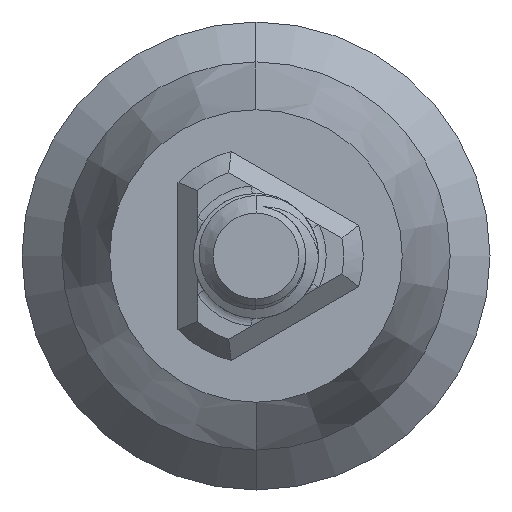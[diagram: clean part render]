
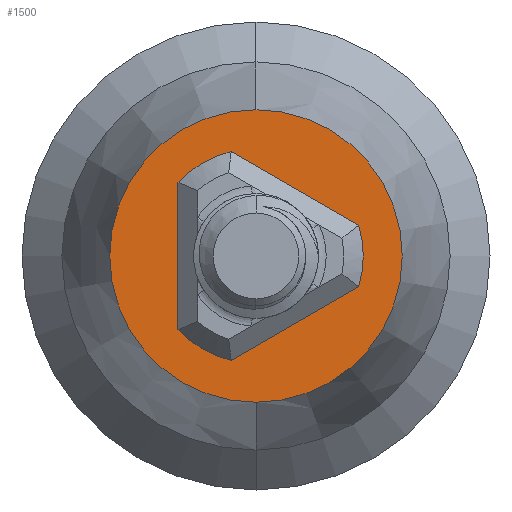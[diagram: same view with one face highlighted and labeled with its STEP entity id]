
A CAD part, left-side view. The second image highlights one B-rep face of the part: STEP entity #1500.
In plain terms, the highlighted planar face has unit normal (-1, 0, 0).
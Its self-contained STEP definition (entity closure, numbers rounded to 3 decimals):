
#69 = FACE_OUTER_BOUND ( 'NONE', #1716, .T. ) ;
#121 = CIRCLE ( 'NONE', #1662, 3.75 ) ;
#163 = VERTEX_POINT ( 'NONE', #3209 ) ;
#170 = ORIENTED_EDGE ( 'NONE', *, *, #3047, .T. ) ;
#174 = CARTESIAN_POINT ( 'NONE',  ( -49.25, -2.635, 0.788 ) ) ;
#201 = EDGE_CURVE ( 'NONE', #661, #1370, #433, .T. ) ;
#221 = VERTEX_POINT ( 'NONE', #3749 ) ;
#404 = DIRECTION ( 'NONE',  ( 0., 0.866, 0.5 ) ) ;
#433 = CIRCLE ( 'NONE', #1133, 2.75 ) ;
#450 = CARTESIAN_POINT ( 'NONE',  ( -49.25, 0.635, -2.676 ) ) ;
#532 = CARTESIAN_POINT ( 'NONE',  ( -49.25, 0., 0. ) ) ;
#590 = EDGE_CURVE ( 'NONE', #3681, #1050, #2169, .T. ) ;
#596 = LINE ( 'NONE', #2771, #3769 ) ;
#661 = VERTEX_POINT ( 'NONE', #450 ) ;
#665 = FACE_BOUND ( 'NONE', #1345, .T. ) ;
#708 = LINE ( 'NONE', #3122, #3841 ) ;
#749 = DIRECTION ( 'NONE',  ( 0., 0., -1. ) ) ;
#790 = CARTESIAN_POINT ( 'NONE',  ( -49.25, 0.635, 2.676 ) ) ;
#824 = VERTEX_POINT ( 'NONE', #790 ) ;
#854 = ORIENTED_EDGE ( 'NONE', *, *, #1632, .F. ) ;
#963 = VERTEX_POINT ( 'NONE', #1797 ) ;
#972 = ORIENTED_EDGE ( 'NONE', *, *, #590, .T. ) ;
#993 = ORIENTED_EDGE ( 'NONE', *, *, #201, .T. ) ;
#1050 = VERTEX_POINT ( 'NONE', #3529 ) ;
#1133 = AXIS2_PLACEMENT_3D ( 'NONE', #2844, #2343, #2615 ) ;
#1279 = CARTESIAN_POINT ( 'NONE',  ( -49.25, 0., -3.75 ) ) ;
#1343 = DIRECTION ( 'NONE',  ( 0., 0., 1. ) ) ;
#1345 = EDGE_LOOP ( 'NONE', ( #170, #854, #972, #3845, #993, #3373 ) ) ;
#1370 = VERTEX_POINT ( 'NONE', #3862 ) ;
#1443 = DIRECTION ( 'NONE',  ( 0., -0.866, 0.5 ) ) ;
#1500 = ADVANCED_FACE ( 'NONE', ( #665, #69 ), #2252, .T. ) ;
#1579 = EDGE_CURVE ( 'NONE', #963, #221, #121, .T. ) ;
#1585 = DIRECTION ( 'NONE',  ( 1., 0., 0. ) ) ;
#1632 = EDGE_CURVE ( 'NONE', #3681, #824, #708, .T. ) ;
#1662 = AXIS2_PLACEMENT_3D ( 'NONE', #2828, #1585, #3698 ) ;
#1716 = EDGE_LOOP ( 'NONE', ( #3846, #3517 ) ) ;
#1797 = CARTESIAN_POINT ( 'NONE',  ( -49.25, 0., -3.75 ) ) ;
#1840 = CIRCLE ( 'NONE', #3595, 2.75 ) ;
#1962 = DIRECTION ( 'NONE',  ( 1., 0., 0. ) ) ;
#1975 = AXIS2_PLACEMENT_3D ( 'NONE', #3075, #2500, #749 ) ;
#2164 = CIRCLE ( 'NONE', #2976, 3.75 ) ;
#2169 = CIRCLE ( 'NONE', #1975, 2.75 ) ;
#2187 = DIRECTION ( 'NONE',  ( 0., 0., -1. ) ) ;
#2252 = PLANE ( 'NONE',  #2728 ) ;
#2343 = DIRECTION ( 'NONE',  ( 1., 0., 0. ) ) ;
#2500 = DIRECTION ( 'NONE',  ( 1., 0., 0. ) ) ;
#2615 = DIRECTION ( 'NONE',  ( 0., 0., -1. ) ) ;
#2617 = EDGE_CURVE ( 'NONE', #661, #1050, #3003, .T. ) ;
#2727 = EDGE_CURVE ( 'NONE', #163, #1370, #596, .T. ) ;
#2728 = AXIS2_PLACEMENT_3D ( 'NONE', #1279, #3062, #1343 ) ;
#2771 = CARTESIAN_POINT ( 'NONE',  ( -49.25, 2., 0. ) ) ;
#2828 = CARTESIAN_POINT ( 'NONE',  ( -49.25, 0., 0. ) ) ;
#2844 = CARTESIAN_POINT ( 'NONE',  ( -49.25, 0., 0. ) ) ;
#2897 = EDGE_CURVE ( 'NONE', #221, #963, #2164, .T. ) ;
#2940 = DIRECTION ( 'NONE',  ( 1., 0., 0. ) ) ;
#2976 = AXIS2_PLACEMENT_3D ( 'NONE', #3431, #1962, #3748 ) ;
#3003 = LINE ( 'NONE', #3272, #3353 ) ;
#3047 = EDGE_CURVE ( 'NONE', #163, #824, #1840, .T. ) ;
#3062 = DIRECTION ( 'NONE',  ( -1., 0., 0. ) ) ;
#3075 = CARTESIAN_POINT ( 'NONE',  ( -49.25, 0., 0. ) ) ;
#3122 = CARTESIAN_POINT ( 'NONE',  ( -49.25, -1., 1.732 ) ) ;
#3209 = CARTESIAN_POINT ( 'NONE',  ( -49.25, 2., 1.887 ) ) ;
#3272 = CARTESIAN_POINT ( 'NONE',  ( -49.25, -1., -1.732 ) ) ;
#3353 = VECTOR ( 'NONE', #1443, 1000. ) ;
#3373 = ORIENTED_EDGE ( 'NONE', *, *, #2727, .F. ) ;
#3431 = CARTESIAN_POINT ( 'NONE',  ( -49.25, 0., 0. ) ) ;
#3502 = DIRECTION ( 'NONE',  ( 0., 0., -1. ) ) ;
#3517 = ORIENTED_EDGE ( 'NONE', *, *, #2897, .F. ) ;
#3529 = CARTESIAN_POINT ( 'NONE',  ( -49.25, -2.635, -0.788 ) ) ;
#3595 = AXIS2_PLACEMENT_3D ( 'NONE', #532, #2940, #3502 ) ;
#3681 = VERTEX_POINT ( 'NONE', #174 ) ;
#3698 = DIRECTION ( 'NONE',  ( 0., 0., -1. ) ) ;
#3748 = DIRECTION ( 'NONE',  ( 0., 0., -1. ) ) ;
#3749 = CARTESIAN_POINT ( 'NONE',  ( -49.25, 0., 3.75 ) ) ;
#3769 = VECTOR ( 'NONE', #2187, 1000. ) ;
#3841 = VECTOR ( 'NONE', #404, 1000. ) ;
#3845 = ORIENTED_EDGE ( 'NONE', *, *, #2617, .F. ) ;
#3846 = ORIENTED_EDGE ( 'NONE', *, *, #1579, .F. ) ;
#3862 = CARTESIAN_POINT ( 'NONE',  ( -49.25, 2., -1.887 ) ) ;
